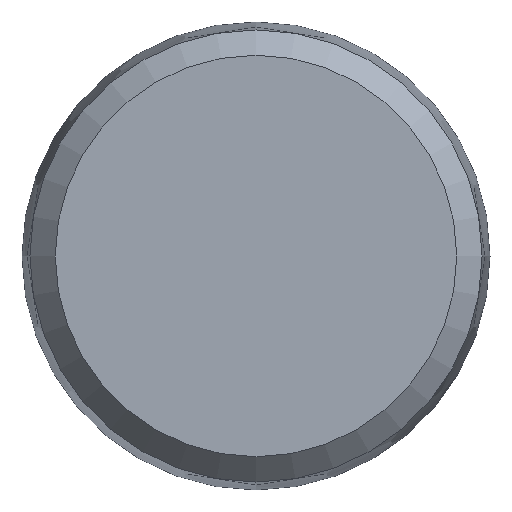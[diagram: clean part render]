
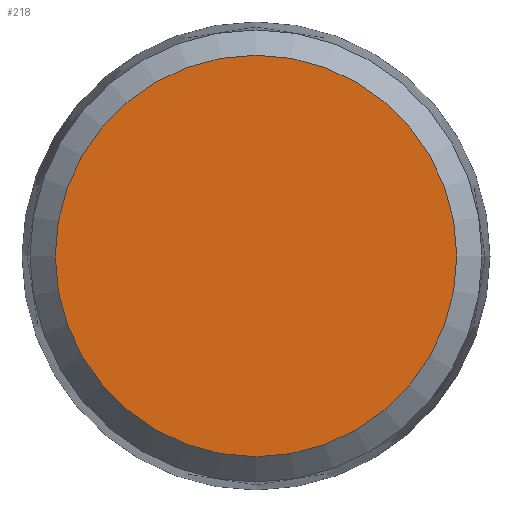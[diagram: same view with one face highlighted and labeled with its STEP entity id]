
A CAD part, front view. The second image highlights one B-rep face of the part: STEP entity #218.
In plain terms, the highlighted planar face has unit normal (0, -1, 0).
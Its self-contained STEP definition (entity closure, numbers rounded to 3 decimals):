
#47=PLANE('',#251);
#59=CIRCLE('',#250,4.305);
#77=ORIENTED_EDGE('',*,*,#122,.T.);
#122=EDGE_CURVE('',#147,#147,#59,.T.);
#147=VERTEX_POINT('',#372);
#173=EDGE_LOOP('',(#77));
#195=FACE_BOUND('',#173,.T.);
#218=ADVANCED_FACE('',(#195),#47,.F.);
#250=AXIS2_PLACEMENT_3D('',#371,#283,#284);
#251=AXIS2_PLACEMENT_3D('',#373,#285,#286);
#283=DIRECTION('',(0.,-1.,0.));
#284=DIRECTION('',(1.,0.,0.));
#285=DIRECTION('',(0.,1.,0.));
#286=DIRECTION('',(-1.,0.,0.));
#371=CARTESIAN_POINT('',(0.,0.,0.));
#372=CARTESIAN_POINT('',(4.305,0.,0.));
#373=CARTESIAN_POINT('',(4.305,0.,0.));
